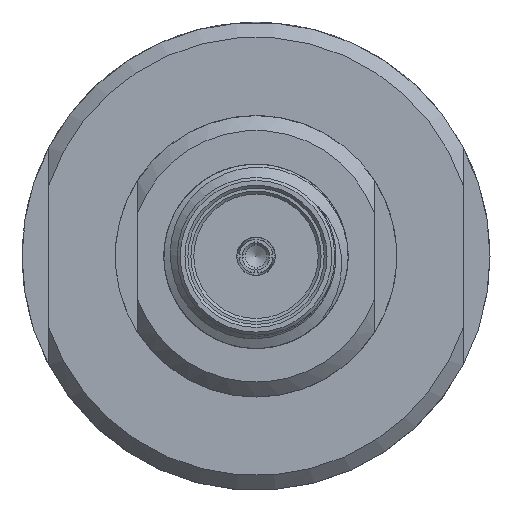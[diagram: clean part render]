
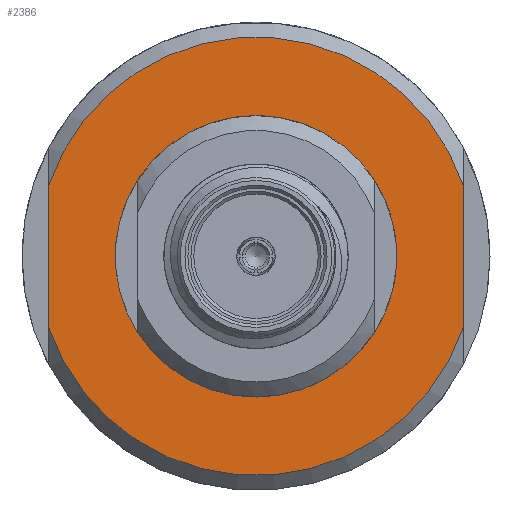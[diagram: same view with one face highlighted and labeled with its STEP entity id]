
A CAD part, left-side view. The second image highlights one B-rep face of the part: STEP entity #2386.
In plain terms, the highlighted planar face has unit normal (-1, 0, 0).
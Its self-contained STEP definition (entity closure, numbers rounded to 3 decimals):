
#90=LINE('',#5440,#138);
#91=LINE('',#5444,#139);
#138=VECTOR('',#2940,1000.);
#139=VECTOR('',#2943,1000.);
#183=PLANE('',#2564);
#257=CIRCLE('',#2546,4.75);
#269=CIRCLE('',#2565,7.4);
#270=CIRCLE('',#2566,7.4);
#553=ORIENTED_EDGE('',*,*,#872,.T.);
#554=ORIENTED_EDGE('',*,*,#890,.T.);
#555=ORIENTED_EDGE('',*,*,#891,.T.);
#556=ORIENTED_EDGE('',*,*,#892,.T.);
#557=ORIENTED_EDGE('',*,*,#893,.T.);
#872=EDGE_CURVE('',#1062,#1062,#257,.T.);
#890=EDGE_CURVE('',#1078,#1079,#269,.T.);
#891=EDGE_CURVE('',#1079,#1080,#90,.T.);
#892=EDGE_CURVE('',#1080,#1081,#270,.T.);
#893=EDGE_CURVE('',#1081,#1078,#91,.T.);
#1062=VERTEX_POINT('',#5061);
#1078=VERTEX_POINT('',#5438);
#1079=VERTEX_POINT('',#5439);
#1080=VERTEX_POINT('',#5441);
#1081=VERTEX_POINT('',#5443);
#1277=EDGE_LOOP('',(#553));
#1278=EDGE_LOOP('',(#554,#555,#556,#557));
#1428=FACE_BOUND('',#1277,.T.);
#1429=FACE_BOUND('',#1278,.T.);
#2386=ADVANCED_FACE('',(#1428,#1429),#183,.T.);
#2546=AXIS2_PLACEMENT_3D('',#5060,#2896,#2897);
#2564=AXIS2_PLACEMENT_3D('',#5436,#2936,#2937);
#2565=AXIS2_PLACEMENT_3D('',#5437,#2938,#2939);
#2566=AXIS2_PLACEMENT_3D('',#5442,#2941,#2942);
#2896=DIRECTION('',(1.,0.,0.));
#2897=DIRECTION('',(0.,-1.,0.));
#2936=DIRECTION('',(-1.,0.,0.));
#2937=DIRECTION('',(0.,0.,1.));
#2938=DIRECTION('',(-1.,0.,0.));
#2939=DIRECTION('',(0.,0.,1.));
#2940=DIRECTION('',(0.,0.,-1.));
#2941=DIRECTION('',(-1.,0.,0.));
#2942=DIRECTION('',(0.,0.,1.));
#2943=DIRECTION('',(0.,0.,1.));
#5060=CARTESIAN_POINT('',(0.57,0.,0.));
#5061=CARTESIAN_POINT('',(0.57,-4.75,0.));
#5436=CARTESIAN_POINT('',(0.57,0.,0.));
#5437=CARTESIAN_POINT('',(0.57,0.,0.));
#5438=CARTESIAN_POINT('',(0.57,-7.,2.4));
#5439=CARTESIAN_POINT('',(0.57,7.,2.4));
#5440=CARTESIAN_POINT('',(0.57,7.,7.9));
#5441=CARTESIAN_POINT('',(0.57,7.,-2.4));
#5442=CARTESIAN_POINT('',(0.57,0.,0.));
#5443=CARTESIAN_POINT('',(0.57,-7.,-2.4));
#5444=CARTESIAN_POINT('',(0.57,-7.,-7.9));
